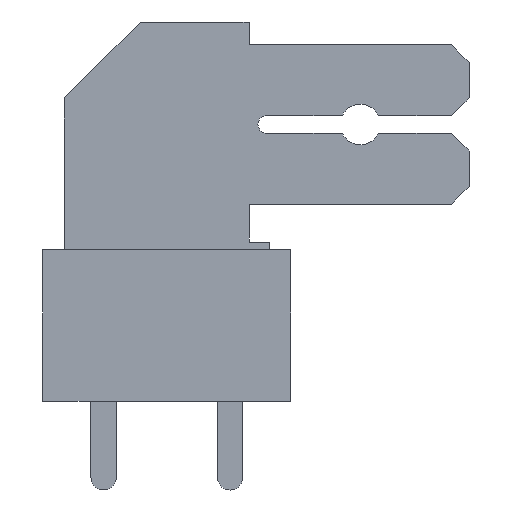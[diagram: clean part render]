
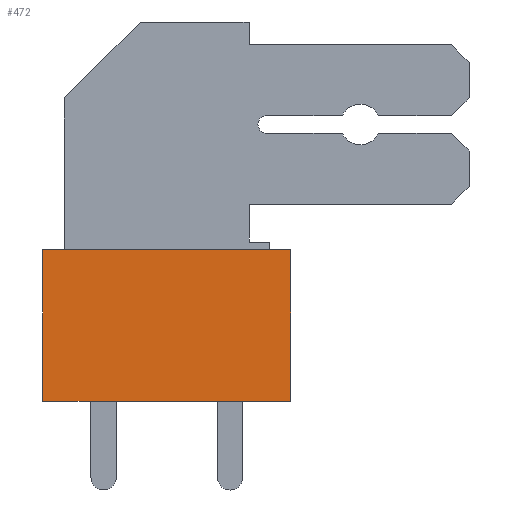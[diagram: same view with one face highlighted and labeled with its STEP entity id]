
A CAD part, left-side view. The second image highlights one B-rep face of the part: STEP entity #472.
In plain terms, the highlighted planar face has unit normal (-1, 0, 0).
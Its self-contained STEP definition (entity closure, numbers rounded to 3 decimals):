
#445=AXIS2_PLACEMENT_3D('Plane Axis2P3D',#442,#443,#444) ;
#49=CARTESIAN_POINT('Vertex',(0.,7.05,3.5)) ;
#52=CARTESIAN_POINT('Line Origine',(0.,11.95,3.5)) ;
#56=CARTESIAN_POINT('Vertex',(0.,16.85,3.5)) ;
#442=CARTESIAN_POINT('Axis2P3D Location',(0.,0.,0.)) ;
#447=CARTESIAN_POINT('Line Origine',(0.,11.95,9.5)) ;
#451=CARTESIAN_POINT('Vertex',(0.,7.05,9.5)) ;
#453=CARTESIAN_POINT('Vertex',(0.,16.85,9.5)) ;
#456=CARTESIAN_POINT('Line Origine',(0.,16.85,6.5)) ;
#461=CARTESIAN_POINT('Line Origine',(0.,7.05,6.5)) ;
#53=DIRECTION('Vector Direction',(0.,1.,0.)) ;
#443=DIRECTION('Axis2P3D Direction',(-1.,0.,0.)) ;
#444=DIRECTION('Axis2P3D XDirection',(0.,0.,1.)) ;
#448=DIRECTION('Vector Direction',(0.,-1.,0.)) ;
#457=DIRECTION('Vector Direction',(0.,0.,1.)) ;
#462=DIRECTION('Vector Direction',(0.,0.,-1.)) ;
#54=VECTOR('Line Direction',#53,1.) ;
#449=VECTOR('Line Direction',#448,1.) ;
#458=VECTOR('Line Direction',#457,1.) ;
#463=VECTOR('Line Direction',#462,1.) ;
#467=ORIENTED_EDGE('',*,*,#455,.T.) ;
#468=ORIENTED_EDGE('',*,*,#460,.T.) ;
#469=ORIENTED_EDGE('',*,*,#58,.T.) ;
#470=ORIENTED_EDGE('',*,*,#465,.T.) ;
#472=ADVANCED_FACE('_PCF 10.00/05/90 3.5 OR 9511730000',(#471),#446,.T.) ;
#58=EDGE_CURVE('',#57,#50,#55,.F.) ;
#455=EDGE_CURVE('',#452,#454,#450,.F.) ;
#460=EDGE_CURVE('',#454,#57,#459,.F.) ;
#465=EDGE_CURVE('',#50,#452,#464,.F.) ;
#466=EDGE_LOOP('',(#467,#468,#469,#470)) ;
#471=FACE_OUTER_BOUND('',#466,.T.) ;
#55=LINE('Line',#52,#54) ;
#450=LINE('Line',#447,#449) ;
#459=LINE('Line',#456,#458) ;
#464=LINE('Line',#461,#463) ;
#446=PLANE('',#445) ;
#50=VERTEX_POINT('',#49) ;
#57=VERTEX_POINT('',#56) ;
#452=VERTEX_POINT('',#451) ;
#454=VERTEX_POINT('',#453) ;
